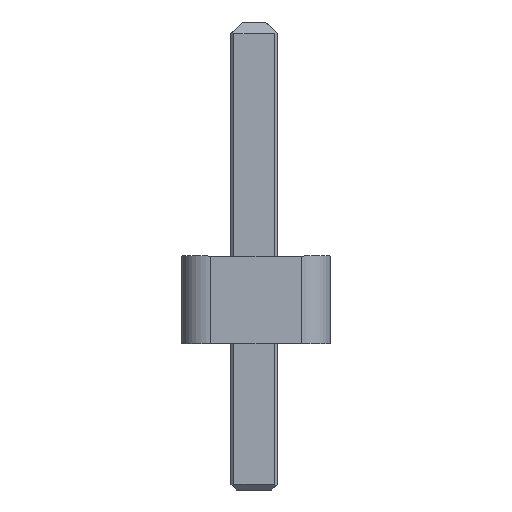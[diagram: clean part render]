
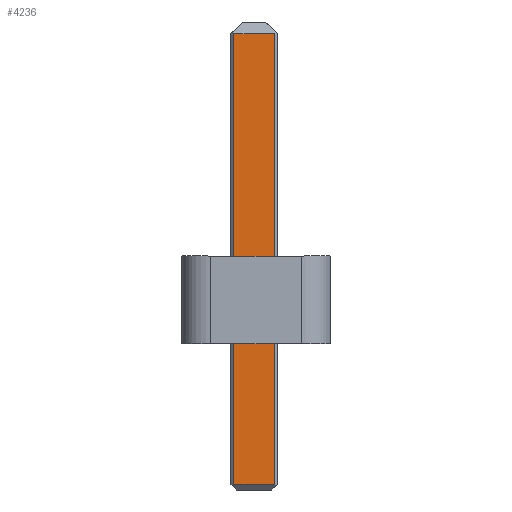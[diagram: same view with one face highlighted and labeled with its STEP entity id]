
A CAD part, left-side view. The second image highlights one B-rep face of the part: STEP entity #4236.
In plain terms, the highlighted planar face has unit normal (-1, 0, 0).
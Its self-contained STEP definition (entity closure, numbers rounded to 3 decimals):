
#344=FACE_OUTER_BOUND('',#582,.T.);
#582=EDGE_LOOP('',(#3705,#3706,#3707,#3708));
#1042=LINE('',#6709,#1574);
#1070=LINE('',#6764,#1602);
#1076=LINE('',#6777,#1608);
#1082=LINE('',#6788,#1614);
#1574=VECTOR('',#5520,10.);
#1602=VECTOR('',#5562,10.);
#1608=VECTOR('',#5574,10.);
#1614=VECTOR('',#5584,10.);
#1998=VERTEX_POINT('',#6706);
#1999=VERTEX_POINT('',#6708);
#2019=VERTEX_POINT('',#6762);
#2023=VERTEX_POINT('',#6776);
#2554=EDGE_CURVE('',#1998,#1999,#1042,.T.);
#2582=EDGE_CURVE('',#2019,#1998,#1070,.T.);
#2588=EDGE_CURVE('',#1999,#2023,#1076,.T.);
#2594=EDGE_CURVE('',#2023,#2019,#1082,.T.);
#3705=ORIENTED_EDGE('',*,*,#2554,.F.);
#3706=ORIENTED_EDGE('',*,*,#2582,.F.);
#3707=ORIENTED_EDGE('',*,*,#2594,.F.);
#3708=ORIENTED_EDGE('',*,*,#2588,.F.);
#4005=PLANE('',#4551);
#4236=ADVANCED_FACE('',(#344),#4005,.T.);
#4551=AXIS2_PLACEMENT_3D('',#6792,#5587,#5588);
#5520=DIRECTION('',(0.,1.,0.));
#5562=DIRECTION('',(0.,0.,-1.));
#5574=DIRECTION('',(0.,0.,1.));
#5584=DIRECTION('',(0.,-1.,0.));
#5587=DIRECTION('center_axis',(-1.,0.,0.));
#5588=DIRECTION('ref_axis',(0.,0.,1.));
#6706=CARTESIAN_POINT('',(-7.99,-0.32,-2.4));
#6708=CARTESIAN_POINT('',(-7.99,0.38,-2.4));
#6709=CARTESIAN_POINT('',(-7.99,-0.32,-2.4));
#6762=CARTESIAN_POINT('',(-7.99,-0.32,5.3));
#6764=CARTESIAN_POINT('',(-7.99,-0.32,5.3));
#6776=CARTESIAN_POINT('',(-7.99,0.38,5.3));
#6777=CARTESIAN_POINT('',(-7.99,0.38,-2.4));
#6788=CARTESIAN_POINT('',(-7.99,0.38,5.3));
#6792=CARTESIAN_POINT('Origin',(-7.99,0.03,-2.41));
